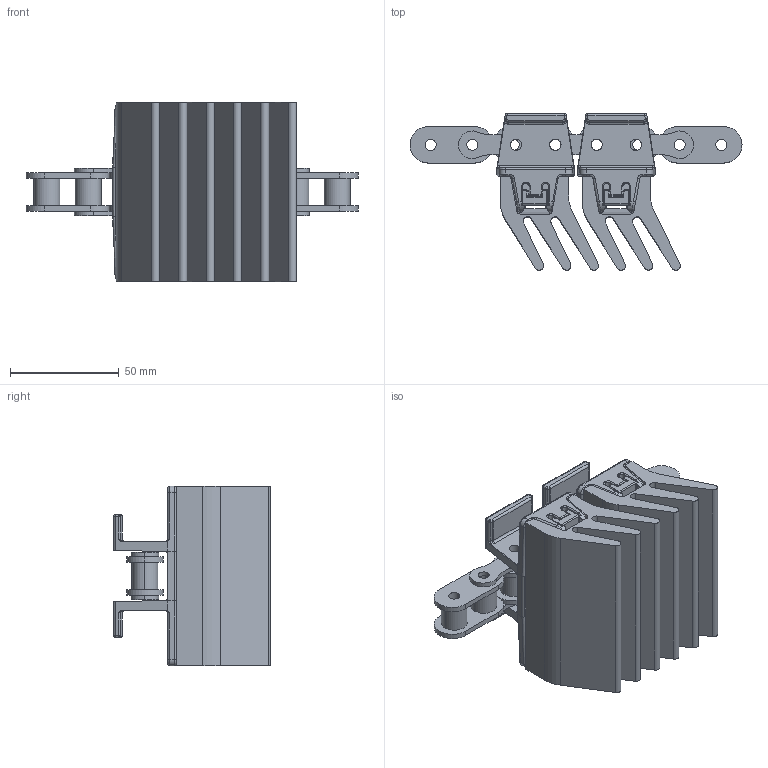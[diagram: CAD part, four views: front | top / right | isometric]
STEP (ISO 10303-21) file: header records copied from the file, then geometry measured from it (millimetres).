
FILE_DESCRIPTION((''),'2;1');
FILE_NAME('HP1873TAB-K325-GS3JA_ASM','2020-10-30T',('RCRU03'),('Rex Nord Marbet spa'),'PRO/ENGINEER BY PARAMETRIC TECHNOLOGY CORPORATION, 2013230','PRO/ENGINEER BY PARAMETRIC TECHNOLOGY CORPORATION, 2013230','');
FILE_SCHEMA(('CONFIG_CONTROL_DESIGN'));
Products named in the file (6): REXNORD-1873_TAB_G_SS-893800435; REXNORD-1873_TAB_G_SS--26759912; 622453-1-ANNULLATO; 622463-1-ANNULLATO; 84266-ANNULLATO; HP1873TAB-K325-GS3JA_ASM
Assembly tree (16 placements, depth 2):
  HP1873TAB-K325-GS3JA_ASM
    REXNORD-1873_TAB_G_SS-893800435  x4
    REXNORD-1873_TAB_G_SS--26759912  x6
    622453-1-ANNULLATO  x2
    622463-1-ANNULLATO  x2
    84266-ANNULLATO  x2
Bounding box: 152.4 x 71.9 x 82.6 mm (x, y, z)
Volume: 228643 mm3; surface area: 104906.9 mm2
Topology: 16 solids, 16 shells, 1190 faces, 3006 edges, 1852 vertices
Faces by surface type: cylinder 512, plane 454, bspline 100, torus 76, sphere 48
Entity records: 19012 total; most frequent: CARTESIAN_POINT 5975, ORIENTED_EDGE 2778, DIRECTION 2563, EDGE_CURVE 1389, AXIS2_PLACEMENT_3D 890, VERTEX_POINT 854, VECTOR 783, LINE 783
